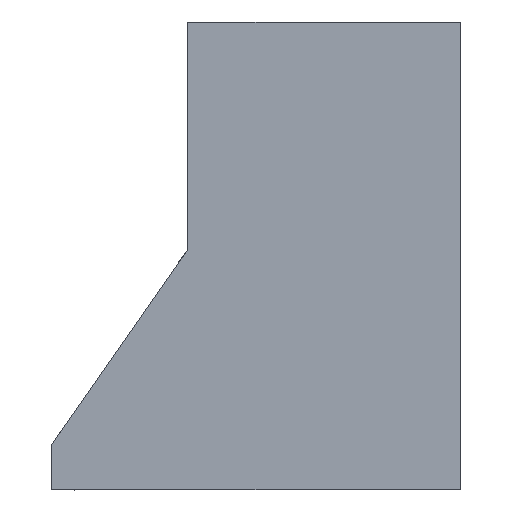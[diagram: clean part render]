
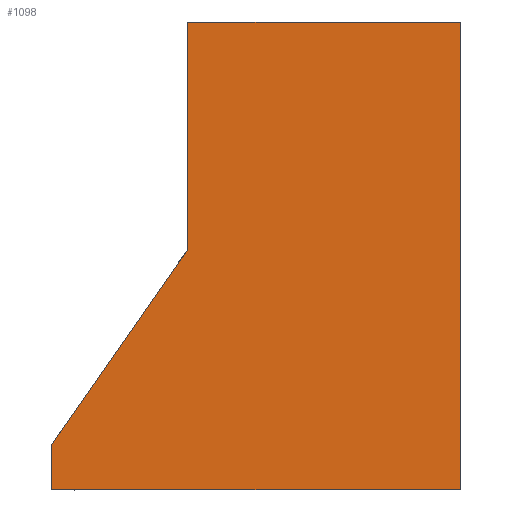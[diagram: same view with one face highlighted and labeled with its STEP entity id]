
A CAD part, left-side view. The second image highlights one B-rep face of the part: STEP entity #1098.
In plain terms, the highlighted planar face has unit normal (-1, 0, 0).
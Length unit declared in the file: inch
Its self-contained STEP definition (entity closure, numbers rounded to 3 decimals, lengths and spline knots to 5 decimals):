
#98=FACE_OUTER_BOUND('',#165,.T.);
#165=EDGE_LOOP('',(#772,#773,#774,#775,#776,#777));
#225=LINE('',#1689,#366);
#229=LINE('',#1697,#370);
#232=LINE('',#1703,#373);
#235=LINE('',#1709,#376);
#238=LINE('',#1715,#379);
#241=LINE('',#1720,#382);
#366=VECTOR('',#1373,0.3937);
#370=VECTOR('',#1379,0.3937);
#373=VECTOR('',#1384,0.3937);
#376=VECTOR('',#1389,0.3937);
#379=VECTOR('',#1394,0.3937);
#382=VECTOR('',#1399,0.3937);
#507=VERTEX_POINT('',#1687);
#508=VERTEX_POINT('',#1688);
#511=VERTEX_POINT('',#1696);
#513=VERTEX_POINT('',#1702);
#515=VERTEX_POINT('',#1708);
#517=VERTEX_POINT('',#1714);
#601=EDGE_CURVE('',#507,#508,#225,.T.);
#605=EDGE_CURVE('',#511,#507,#229,.T.);
#608=EDGE_CURVE('',#513,#511,#232,.T.);
#611=EDGE_CURVE('',#515,#513,#235,.T.);
#614=EDGE_CURVE('',#517,#515,#238,.T.);
#617=EDGE_CURVE('',#508,#517,#241,.T.);
#772=ORIENTED_EDGE('',*,*,#617,.F.);
#773=ORIENTED_EDGE('',*,*,#601,.F.);
#774=ORIENTED_EDGE('',*,*,#605,.F.);
#775=ORIENTED_EDGE('',*,*,#608,.F.);
#776=ORIENTED_EDGE('',*,*,#611,.F.);
#777=ORIENTED_EDGE('',*,*,#614,.F.);
#1031=PLANE('',#1288);
#1098=ADVANCED_FACE('',(#98),#1031,.F.);
#1288=AXIS2_PLACEMENT_3D('',#1723,#1403,#1404);
#1373=DIRECTION('',(0.,0.,1.));
#1379=DIRECTION('',(0.,1.,0.));
#1384=DIRECTION('',(0.,0.,-1.));
#1389=DIRECTION('',(0.,-1.,0.));
#1394=DIRECTION('',(0.,0.,1.));
#1399=DIRECTION('',(0.,-0.571,0.821));
#1403=DIRECTION('center_axis',(1.,0.,0.));
#1404=DIRECTION('ref_axis',(0.,1.,0.));
#1687=CARTESIAN_POINT('',(0.,18.,0.));
#1688=CARTESIAN_POINT('',(0.,18.,2.));
#1689=CARTESIAN_POINT('',(0.,18.,0.));
#1696=CARTESIAN_POINT('',(0.,0.,0.));
#1697=CARTESIAN_POINT('',(0.,0.,0.));
#1702=CARTESIAN_POINT('',(0.,0.,20.617));
#1703=CARTESIAN_POINT('',(0.,0.,20.617));
#1708=CARTESIAN_POINT('',(0.,12.,20.617));
#1709=CARTESIAN_POINT('',(0.,12.,20.617));
#1714=CARTESIAN_POINT('',(0.,12.,10.61684));
#1715=CARTESIAN_POINT('',(0.,12.,0.));
#1720=CARTESIAN_POINT('',(0.,18.,2.));
#1723=CARTESIAN_POINT('Origin',(0.,9.,10.3085));
